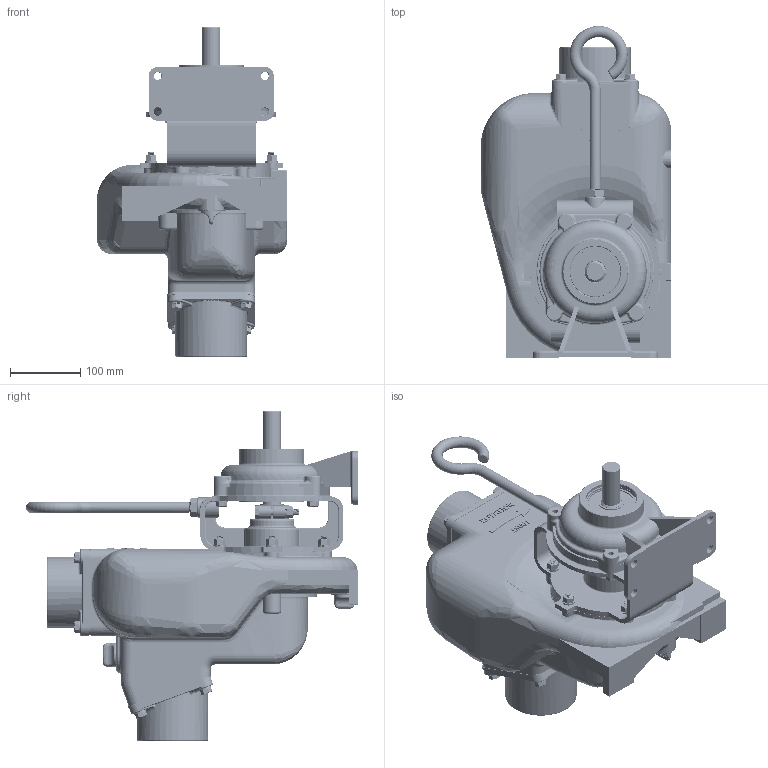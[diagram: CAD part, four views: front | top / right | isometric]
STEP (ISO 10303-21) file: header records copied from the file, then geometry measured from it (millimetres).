
FILE_DESCRIPTION(/* description */ ('3" CI PUMP W/ BEARING PEDESTAL'),/* implementation_level */ '2;1');
FILE_NAME(/* name */ '300PBI.stp',/* time_stamp */ '2022-09-29T11:56:01-04:00',/* author */ ('bgilbert'),/* organization */ (''),/* preprocessor_version */ 'ST-DEVELOPER v18.1',/* originating_system */ 'Autodesk Inventor 2022',/* authorisation */ '');
FILE_SCHEMA (('CONFIG_CONTROL_DESIGN'));
Length unit declared in the file: inch
Products named in the file (41): 300PBI; 300XPOI; 300XPOIL; 18001; 18004; 18008; 18009; 18012; 18013; 18013X; 18014; 18015; 18016; V07019; V07018; 18106; 18010SS; 18218A; 18026; 18033; 18034; 12777; 13777; 13778; UV15163; 18125; 18023SS; 18023SSX; 18021; 17704; 18500; 18501; 18504; 18502; 18506; 18129; 18029A; 18029B; V20019; V20018 ...
Assembly tree (85 placements, depth 5):
  300PBI
    300XPOI
      300XPOIL
        18001
        18004
        18008
        18009
        18012
        18013
          18013X
          18014
          18015
          18016
          V07019
          V07018
        18106  x2
        18010SS  x8
        18218A  x6
        V20018  x14
        18026
        18033
        18034
        V20019  x6
      12777
      13777
      13778
      UV15163
      18125
      18023SS
        18023SSX
      18021
    17704  x4
    18500
      18501
      18504
      18502  x2
      18506  x2
    V20018  x4
    18129
      18029A
      18029B
      V20019  x2
      V20018  x2
      BF207  x2
Bounding box: 270.51 x 471.41 x 468.75 mm (x, y, z)
Volume: 5493708.7 mm3; surface area: 1530411.7 mm2
Topology: 79 solids, 79 shells, 6979 faces, 16722 edges, 9929 vertices
Faces by surface type: cylinder 2536, cone 1779, plane 1348, bspline 977, torus 282, sphere 57
Full cylindrical faces by diameter (mm): 6.35 x3, 7.144 x3, 7.633 x54, 7.798 x20, 8.236 x30, 9.319 x84, 9.525 x28, 9.728 x1, 10.319 x24, 11.112 x10, 11.125 x4, 11.906 x4, 12.7 x2, 13.127 x15, 13.386 x1, 15.875 x1, 17.78 x1, 22.631 x1, 25.4 x2, 25.451 x1, 25.527 x1, 28.575 x1, 28.702 x1, 29.718 x1, 30 x2, 30.01 x2, 33.274 x1, 34.925 x1, 36.35 x4, 38.1 x2
Entity records: 186403 total; most frequent: CARTESIAN_POINT 92008, ORIENTED_EDGE 20792, DIRECTION 16882, EDGE_CURVE 10396, VERTEX_POINT 6439, AXIS2_PLACEMENT_3D 6331, EDGE_LOOP 4437, LINE 4220
